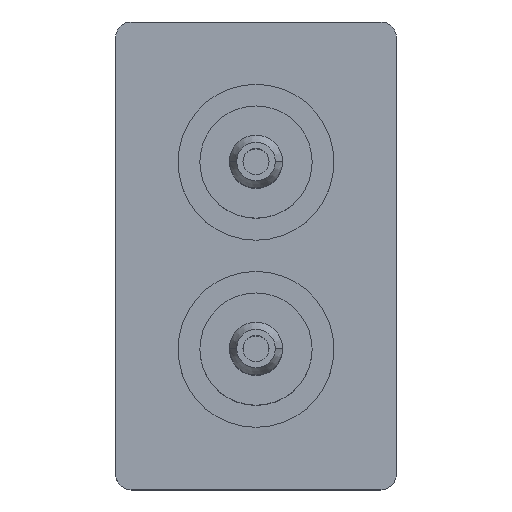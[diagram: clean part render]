
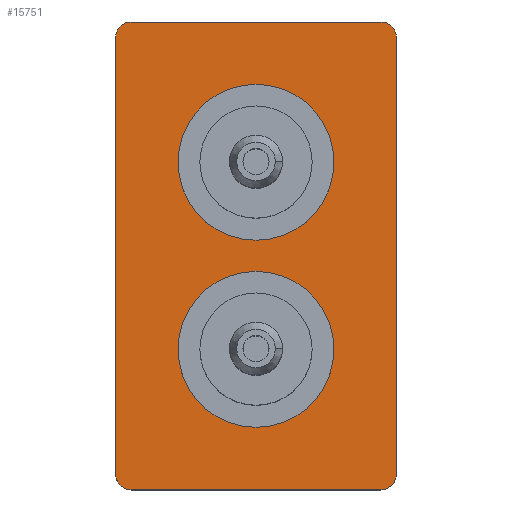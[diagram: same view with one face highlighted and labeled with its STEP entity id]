
A CAD part, top view. The second image highlights one B-rep face of the part: STEP entity #15751.
In plain terms, the highlighted planar face has unit normal (0, 0, 1).
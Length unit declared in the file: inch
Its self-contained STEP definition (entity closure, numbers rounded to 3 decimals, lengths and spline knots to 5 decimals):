
#8181=DIRECTION('',(0.,-1.,0.));
#8182=VECTOR('',#8181,0.7);
#8183=CARTESIAN_POINT('',(-0.225,0.725,0.));
#8184=LINE('',#8183,#8182);
#8773=CARTESIAN_POINT('',(0.,0.525,0.));
#8774=DIRECTION('',(0.,0.,-1.));
#8775=DIRECTION('',(-1.,0.,0.));
#8776=AXIS2_PLACEMENT_3D('',#8773,#8774,#8775);
#8778=CARTESIAN_POINT('',(0.,0.525,0.));
#8779=DIRECTION('',(0.,0.,-1.));
#8780=DIRECTION('',(1.,0.,0.));
#8781=AXIS2_PLACEMENT_3D('',#8778,#8779,#8780);
#8783=CARTESIAN_POINT('',(0.,0.225,0.));
#8784=DIRECTION('',(0.,0.,-1.));
#8785=DIRECTION('',(1.,0.,0.));
#8786=AXIS2_PLACEMENT_3D('',#8783,#8784,#8785);
#8788=CARTESIAN_POINT('',(0.,0.225,0.));
#8789=DIRECTION('',(0.,0.,-1.));
#8790=DIRECTION('',(-1.,0.,0.));
#8791=AXIS2_PLACEMENT_3D('',#8788,#8789,#8790);
#8793=CARTESIAN_POINT('',(0.2,0.725,0.));
#8794=DIRECTION('',(0.,0.,1.));
#8795=DIRECTION('',(1.,0.,0.));
#8796=AXIS2_PLACEMENT_3D('',#8793,#8794,#8795);
#8798=CARTESIAN_POINT('',(0.2,0.025,0.));
#8799=DIRECTION('',(0.,0.,1.));
#8800=DIRECTION('',(0.,-1.,0.));
#8801=AXIS2_PLACEMENT_3D('',#8798,#8799,#8800);
#8803=CARTESIAN_POINT('',(-0.2,0.025,0.));
#8804=DIRECTION('',(0.,0.,1.));
#8805=DIRECTION('',(-1.,0.,0.));
#8806=AXIS2_PLACEMENT_3D('',#8803,#8804,#8805);
#8808=CARTESIAN_POINT('',(-0.2,0.725,0.));
#8809=DIRECTION('',(0.,0.,1.));
#8810=DIRECTION('',(0.,1.,0.));
#8811=AXIS2_PLACEMENT_3D('',#8808,#8809,#8810);
#8813=DIRECTION('',(1.,0.,0.));
#8814=VECTOR('',#8813,0.4);
#8815=CARTESIAN_POINT('',(-0.2,0.75,0.));
#8816=LINE('',#8815,#8814);
#9028=DIRECTION('',(1.,0.,0.));
#9029=VECTOR('',#9028,0.4);
#9030=CARTESIAN_POINT('',(-0.2,0.,0.));
#9031=LINE('',#9030,#9029);
#9072=DIRECTION('',(0.,-1.,0.));
#9073=VECTOR('',#9072,0.7);
#9074=CARTESIAN_POINT('',(0.225,0.725,0.));
#9075=LINE('',#9074,#9073);
#13691=CARTESIAN_POINT('',(-0.101,0.525,0.));
#13692=CARTESIAN_POINT('',(0.101,0.525,0.));
#13693=VERTEX_POINT('',#13691);
#13694=VERTEX_POINT('',#13692);
#13699=CARTESIAN_POINT('',(0.101,0.225,0.));
#13700=CARTESIAN_POINT('',(-0.101,0.225,0.));
#13701=VERTEX_POINT('',#13699);
#13702=VERTEX_POINT('',#13700);
#13733=CARTESIAN_POINT('',(0.225,0.725,0.));
#13734=CARTESIAN_POINT('',(0.2,0.75,0.));
#13735=VERTEX_POINT('',#13733);
#13736=VERTEX_POINT('',#13734);
#13742=CARTESIAN_POINT('',(-0.2,0.75,0.));
#13743=VERTEX_POINT('',#13742);
#13744=CARTESIAN_POINT('',(-0.225,0.725,0.));
#13745=VERTEX_POINT('',#13744);
#13746=CARTESIAN_POINT('',(-0.225,0.025,0.));
#13747=CARTESIAN_POINT('',(-0.2,0.,0.));
#13748=VERTEX_POINT('',#13746);
#13749=VERTEX_POINT('',#13747);
#13755=CARTESIAN_POINT('',(0.2,0.,0.));
#13756=VERTEX_POINT('',#13755);
#13757=CARTESIAN_POINT('',(0.225,0.025,0.));
#13758=VERTEX_POINT('',#13757);
#15719=CARTESIAN_POINT('',(-0.225,0.75,0.));
#15720=DIRECTION('',(0.,0.,1.));
#15721=DIRECTION('',(0.,-1.,0.));
#15722=AXIS2_PLACEMENT_3D('',#15719,#15720,#15721);
#15723=PLANE('',#15722);
#15724=ORIENTED_EDGE('',*,*,#15709,.F.);
#15726=ORIENTED_EDGE('',*,*,#15725,.T.);
#15728=ORIENTED_EDGE('',*,*,#15727,.F.);
#15730=ORIENTED_EDGE('',*,*,#15729,.F.);
#15732=ORIENTED_EDGE('',*,*,#15731,.F.);
#15733=ORIENTED_EDGE('',*,*,#15384,.F.);
#15734=ORIENTED_EDGE('',*,*,#15680,.F.);
#15736=ORIENTED_EDGE('',*,*,#15735,.T.);
#15737=EDGE_LOOP('',(#15724,#15726,#15728,#15730,#15732,#15733,#15734,#15736));
#15738=FACE_OUTER_BOUND('',#15737,.F.);
#15740=ORIENTED_EDGE('',*,*,#15739,.F.);
#15742=ORIENTED_EDGE('',*,*,#15741,.F.);
#15743=EDGE_LOOP('',(#15740,#15742));
#15744=FACE_BOUND('',#15743,.F.);
#15746=ORIENTED_EDGE('',*,*,#15745,.F.);
#15748=ORIENTED_EDGE('',*,*,#15747,.F.);
#15749=EDGE_LOOP('',(#15746,#15748));
#15750=FACE_BOUND('',#15749,.F.);
#15751=ADVANCED_FACE('',(#15738,#15744,#15750),#15723,.T.);
#8777=CIRCLE('',#8776,0.101);
#8782=CIRCLE('',#8781,0.101);
#8787=CIRCLE('',#8786,0.101);
#8792=CIRCLE('',#8791,0.101);
#8797=CIRCLE('',#8796,0.025);
#8802=CIRCLE('',#8801,0.025);
#8807=CIRCLE('',#8806,0.025);
#8812=CIRCLE('',#8811,0.025);
#15384=EDGE_CURVE('',#13745,#13748,#8184,.T.);
#15680=EDGE_CURVE('',#13743,#13745,#8812,.T.);
#15709=EDGE_CURVE('',#13735,#13736,#8797,.T.);
#15725=EDGE_CURVE('',#13735,#13758,#9075,.T.);
#15727=EDGE_CURVE('',#13756,#13758,#8802,.T.);
#15729=EDGE_CURVE('',#13749,#13756,#9031,.T.);
#15731=EDGE_CURVE('',#13748,#13749,#8807,.T.);
#15735=EDGE_CURVE('',#13743,#13736,#8816,.T.);
#15739=EDGE_CURVE('',#13701,#13702,#8787,.T.);
#15741=EDGE_CURVE('',#13702,#13701,#8792,.T.);
#15745=EDGE_CURVE('',#13693,#13694,#8777,.T.);
#15747=EDGE_CURVE('',#13694,#13693,#8782,.T.);
